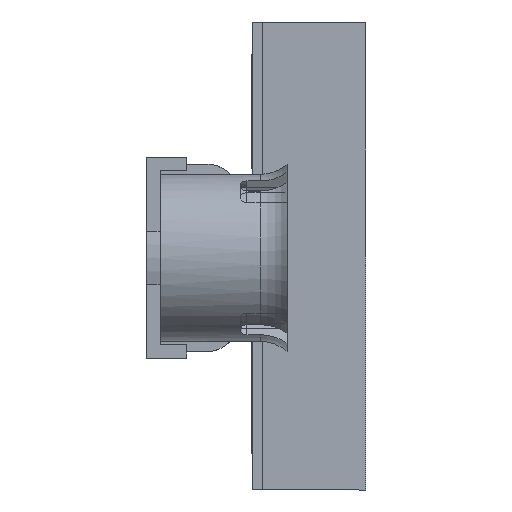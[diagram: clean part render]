
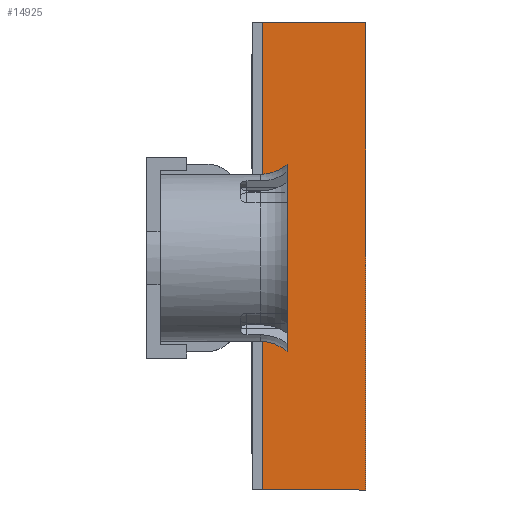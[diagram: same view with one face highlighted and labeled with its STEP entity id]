
A CAD part, left-side view. The second image highlights one B-rep face of the part: STEP entity #14925.
In plain terms, the highlighted planar face has unit normal (-1, 0, 0).
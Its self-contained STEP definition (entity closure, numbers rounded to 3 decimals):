
#419 = DIRECTION ( 'NONE',  ( 0., 0., 1. ) ) ;
#491 = DIRECTION ( 'NONE',  ( 0., 0., -1. ) ) ;
#781 = VERTEX_POINT ( 'NONE', #10071 ) ;
#1436 = ORIENTED_EDGE ( 'NONE', *, *, #5925, .T. ) ;
#1785 = VECTOR ( 'NONE', #17998, 1000. ) ;
#1794 = LINE ( 'NONE', #24700, #19781 ) ;
#3007 = ORIENTED_EDGE ( 'NONE', *, *, #10931, .F. ) ;
#3235 = EDGE_LOOP ( 'NONE', ( #1436, #3007, #18863, #3592 ) ) ;
#3459 = VERTEX_POINT ( 'NONE', #11462 ) ;
#3549 = DIRECTION ( 'NONE',  ( 0., 1., 0. ) ) ;
#3592 = ORIENTED_EDGE ( 'NONE', *, *, #23095, .T. ) ;
#3945 = FACE_OUTER_BOUND ( 'NONE', #3235, .T. ) ;
#4482 = CARTESIAN_POINT ( 'NONE',  ( -26.942, 0.258, 41.5 ) ) ;
#5344 = CARTESIAN_POINT ( 'NONE',  ( -26.942, 0.258, 41.5 ) ) ;
#5925 = EDGE_CURVE ( 'NONE', #13985, #10851, #11932, .T. ) ;
#8770 = CARTESIAN_POINT ( 'NONE',  ( -26.942, 0.258, 48.5 ) ) ;
#8817 = EDGE_CURVE ( 'NONE', #3459, #781, #16148, .T. ) ;
#10071 = CARTESIAN_POINT ( 'NONE',  ( -26.942, 0.258, 41.5 ) ) ;
#10162 = DIRECTION ( 'NONE',  ( 1., 0., 0. ) ) ;
#10851 = VERTEX_POINT ( 'NONE', #18799 ) ;
#10931 = EDGE_CURVE ( 'NONE', #781, #10851, #1794, .T. ) ;
#11083 = DIRECTION ( 'NONE',  ( 0., 0., -1. ) ) ;
#11462 = CARTESIAN_POINT ( 'NONE',  ( -26.942, 0.258, 48.5 ) ) ;
#11932 = LINE ( 'NONE', #17748, #19944 ) ;
#13985 = VERTEX_POINT ( 'NONE', #18190 ) ;
#14925 = ADVANCED_FACE ( 'NONE', ( #3945 ), #15867, .F. ) ;
#15867 = PLANE ( 'NONE',  #18006 ) ;
#16148 = LINE ( 'NONE', #5344, #18210 ) ;
#17748 = CARTESIAN_POINT ( 'NONE',  ( -26.942, 1.808, 41.5 ) ) ;
#17998 = DIRECTION ( 'NONE',  ( 0., 1., 0. ) ) ;
#18006 = AXIS2_PLACEMENT_3D ( 'NONE', #4482, #10162, #419 ) ;
#18190 = CARTESIAN_POINT ( 'NONE',  ( -26.942, 1.808, 48.5 ) ) ;
#18210 = VECTOR ( 'NONE', #11083, 1000. ) ;
#18268 = LINE ( 'NONE', #8770, #1785 ) ;
#18799 = CARTESIAN_POINT ( 'NONE',  ( -26.942, 1.808, 41.5 ) ) ;
#18863 = ORIENTED_EDGE ( 'NONE', *, *, #8817, .F. ) ;
#19781 = VECTOR ( 'NONE', #3549, 1000. ) ;
#19944 = VECTOR ( 'NONE', #491, 1000. ) ;
#23095 = EDGE_CURVE ( 'NONE', #3459, #13985, #18268, .T. ) ;
#24700 = CARTESIAN_POINT ( 'NONE',  ( -26.942, 0.258, 41.5 ) ) ;
